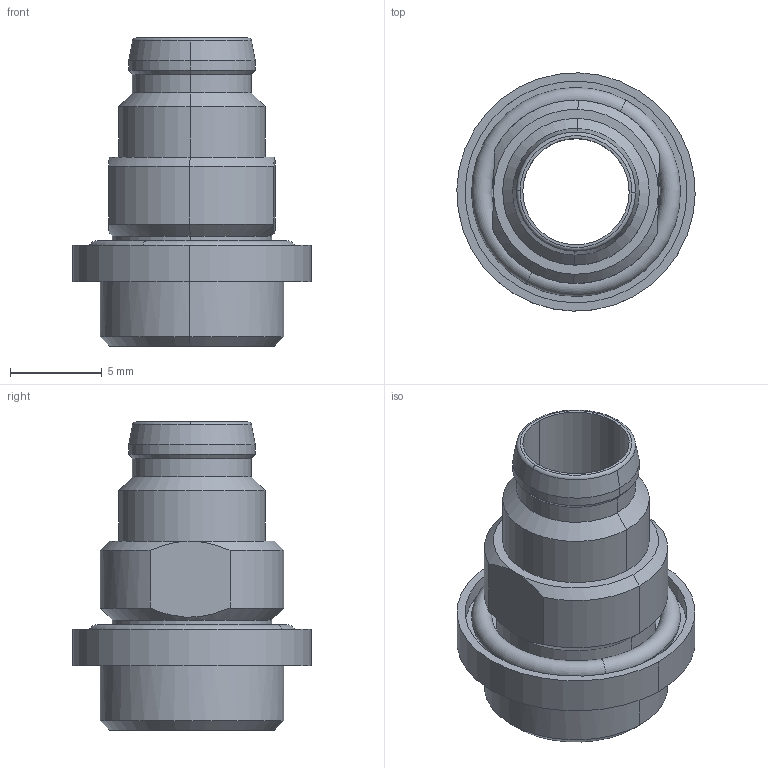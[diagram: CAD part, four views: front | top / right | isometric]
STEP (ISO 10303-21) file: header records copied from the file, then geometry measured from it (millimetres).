
FILE_DESCRIPTION(('CATIA V5R24 STEP','CAx-IF Rec.Pracs.--- Model Styling and Organization---1.2---2011-12-15'),'2;1');
FILE_NAME ('D1461970_0_2424550000_2424550000.stp','2017-08-29T12:25:22+00:00',('none'),('Weidmueller'),'CATIA Version 5-6 Release 2014 SP4 HF52','CATIA V5 STEP AP214','none');
FILE_SCHEMA(('AUTOMOTIVE_DESIGN { 1 0 10303 214 1 1 1 1 }'));
Length unit declared in the file: millimetre
Products named in the file (1): 2424550000
Bounding box: 13 x 13 x 16.8 mm (x, y, z)
Volume: 629.7 mm3; surface area: 1262 mm2
Topology: 3 solids, 3 shells, 69 faces, 152 edges, 92 vertices
Faces by surface type: cylinder 30, cone 18, plane 11, torus 10
Entity records: 1953 total; most frequent: CARTESIAN_POINT 507, ORIENTED_EDGE 304, DIRECTION 240, EDGE_CURVE 152, AXIS2_PLACEMENT_3D 135, VERTEX_POINT 92, CIRCLE 82, EDGE_LOOP 78
